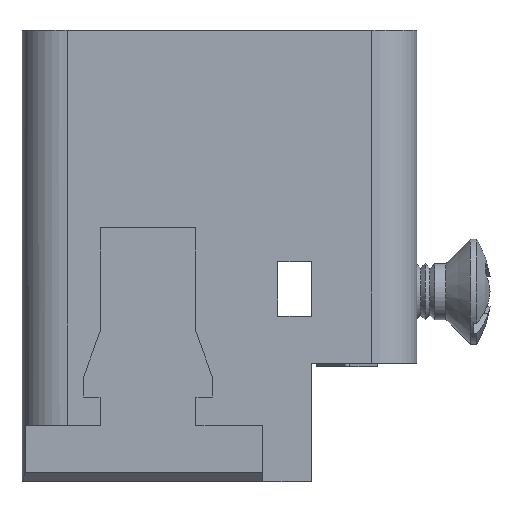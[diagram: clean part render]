
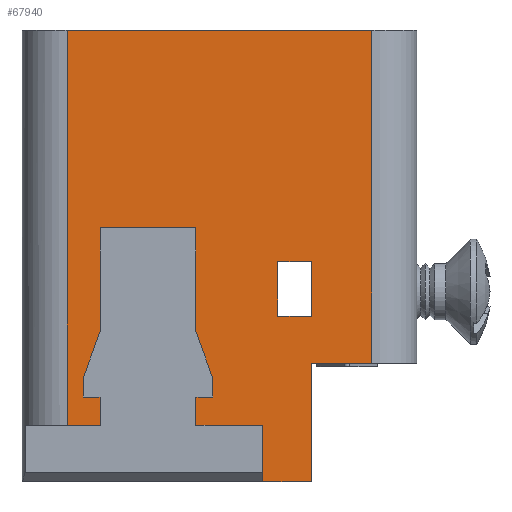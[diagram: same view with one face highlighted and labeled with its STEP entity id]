
A CAD part, left-side view. The second image highlights one B-rep face of the part: STEP entity #67940.
In plain terms, the highlighted planar face has unit normal (-1, 0, 0).
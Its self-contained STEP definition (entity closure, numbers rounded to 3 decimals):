
#26720=CARTESIAN_POINT('',(23.797,57.955,0.));
#26730=DIRECTION('',(0.,0.,-1.));
#26740=VECTOR('',#26730,1.);
#26750=LINE('',#26720,#26740);
#26760=CARTESIAN_POINT('',(23.797,57.955,-16.3));
#26770=VERTEX_POINT('',#26760);
#26780=CARTESIAN_POINT('',(23.797,57.955,-22.6));
#26790=VERTEX_POINT('',#26780);
#26800=EDGE_CURVE('',#26770,#26790,#26750,.T.);
#27510=CARTESIAN_POINT('',(23.797,70.105,-17.1));
#27520=VERTEX_POINT('',#27510);
#27690=CARTESIAN_POINT('',(23.797,70.105,-18.1));
#27700=VERTEX_POINT('',#27690);
#27730=CARTESIAN_POINT('',(23.797,70.105,0.));
#27740=DIRECTION('',(0.,0.,1.));
#27750=VECTOR('',#27740,1.);
#27760=LINE('',#27730,#27750);
#27770=EDGE_CURVE('',#27700,#27520,#27760,.T.);
#28170=CARTESIAN_POINT('',(23.797,60.555,-22.6));
#28180=VERTEX_POINT('',#28170);
#28210=CARTESIAN_POINT('',(23.797,0.,-22.6));
#28220=DIRECTION('',(0.,1.,0.));
#28230=VECTOR('',#28220,1.);
#28240=LINE('',#28210,#28230);
#28250=EDGE_CURVE('',#26790,#28180,#28240,.T.);
#29040=CARTESIAN_POINT('',(23.797,54.755,1.4));
#29050=VERTEX_POINT('',#29040);
#29230=CARTESIAN_POINT('',(23.797,54.755,-16.3));
#29240=VERTEX_POINT('',#29230);
#29270=CARTESIAN_POINT('',(23.797,54.755,0.5));
#29280=DIRECTION('',(0.,0.,1.));
#29290=VECTOR('',#29280,1.);
#29300=LINE('',#29270,#29290);
#29310=EDGE_CURVE('',#29240,#29050,#29300,.T.);
#30230=CARTESIAN_POINT('',(23.797,57.955,-10.9));
#30240=VERTEX_POINT('',#30230);
#30270=CARTESIAN_POINT('',(23.797,57.955,0.));
#30280=DIRECTION('',(0.,0.,-1.));
#30290=VECTOR('',#30280,1.);
#30300=LINE('',#30270,#30290);
#30310=CARTESIAN_POINT('',(23.797,57.955,-13.8));
#30320=VERTEX_POINT('',#30310);
#30330=EDGE_CURVE('',#30240,#30320,#30300,.T.);
#31820=CARTESIAN_POINT('',(23.797,70.955,-21.6));
#31830=DIRECTION('',(0.,0.,1.));
#31840=VECTOR('',#31830,1.);
#31850=LINE('',#31820,#31840);
#31860=CARTESIAN_POINT('',(23.797,70.955,-19.6));
#31870=VERTEX_POINT('',#31860);
#31880=CARTESIAN_POINT('',(23.797,70.955,1.4));
#31890=VERTEX_POINT('',#31880);
#31900=EDGE_CURVE('',#31870,#31890,#31850,.T.);
#33170=CARTESIAN_POINT('',(23.797,0.,-19.6));
#33180=DIRECTION('',(0.,1.,0.));
#33190=VECTOR('',#33180,1.);
#33200=LINE('',#33170,#33190);
#33210=CARTESIAN_POINT('',(23.797,69.205,-19.6));
#33220=VERTEX_POINT('',#33210);
#33230=EDGE_CURVE('',#33220,#31870,#33200,.T.);
#34500=CARTESIAN_POINT('',(23.797,69.205,0.));
#34510=DIRECTION('',(0.,0.,1.));
#34520=VECTOR('',#34510,1.);
#34530=LINE('',#34500,#34520);
#34540=CARTESIAN_POINT('',(23.797,69.205,-18.1));
#34550=VERTEX_POINT('',#34540);
#34560=EDGE_CURVE('',#33220,#34550,#34530,.T.);
#35030=CARTESIAN_POINT('',(23.797,63.881,0.));
#35040=DIRECTION('',(0.,-0.342,0.94));
#35050=VECTOR('',#35040,1.);
#35060=LINE('',#35030,#35050);
#35070=CARTESIAN_POINT('',(23.797,69.205,-14.627));
#35080=VERTEX_POINT('',#35070);
#35090=EDGE_CURVE('',#27520,#35080,#35060,.T.);
#35450=CARTESIAN_POINT('',(23.797,59.755,-13.8));
#35460=VERTEX_POINT('',#35450);
#35510=CARTESIAN_POINT('',(23.797,0.,-13.8));
#35520=DIRECTION('',(0.,1.,0.));
#35530=VECTOR('',#35520,1.);
#35540=LINE('',#35510,#35530);
#35550=EDGE_CURVE('',#30320,#35460,#35540,.T.);
#36580=CARTESIAN_POINT('',(23.797,0.,-18.1));
#36590=DIRECTION('',(0.,1.,0.));
#36600=VECTOR('',#36590,1.);
#36610=LINE('',#36580,#36600);
#36620=EDGE_CURVE('',#34550,#27700,#36610,.T.);
#38470=CARTESIAN_POINT('',(23.797,69.205,0.));
#38480=DIRECTION('',(0.,0.,1.));
#38490=VECTOR('',#38480,1.);
#38500=LINE('',#38470,#38490);
#38510=CARTESIAN_POINT('',(23.797,69.205,-9.1));
#38520=VERTEX_POINT('',#38510);
#38530=EDGE_CURVE('',#35080,#38520,#38500,.T.);
#40000=CARTESIAN_POINT('',(23.797,0.,1.4));
#40010=DIRECTION('',(0.,-1.,0.));
#40020=VECTOR('',#40010,1.);
#40030=LINE('',#40000,#40020);
#40040=EDGE_CURVE('',#31890,#29050,#40030,.T.);
#40540=CARTESIAN_POINT('',(23.797,59.755,-10.9));
#40550=VERTEX_POINT('',#40540);
#40580=CARTESIAN_POINT('',(23.797,0.,-10.9));
#40590=DIRECTION('',(0.,-1.,0.));
#40600=VECTOR('',#40590,1.);
#40610=LINE('',#40580,#40600);
#40620=EDGE_CURVE('',#40550,#30240,#40610,.T.);
#40910=CARTESIAN_POINT('',(23.797,64.105,-18.1));
#40920=VERTEX_POINT('',#40910);
#40950=CARTESIAN_POINT('',(23.797,64.105,0.));
#40960=DIRECTION('',(0.,0.,1.));
#40970=VECTOR('',#40960,1.);
#40980=LINE('',#40950,#40970);
#40990=CARTESIAN_POINT('',(23.797,64.105,-19.6));
#41000=VERTEX_POINT('',#40990);
#41010=EDGE_CURVE('',#41000,#40920,#40980,.T.);
#41530=CARTESIAN_POINT('',(23.797,64.105,-14.627));
#41540=VERTEX_POINT('',#41530);
#41570=CARTESIAN_POINT('',(23.797,69.428,0.));
#41580=DIRECTION('',(0.,0.342,0.94));
#41590=VECTOR('',#41580,1.);
#41600=LINE('',#41570,#41590);
#41610=CARTESIAN_POINT('',(23.797,63.205,-17.1));
#41620=VERTEX_POINT('',#41610);
#41630=EDGE_CURVE('',#41620,#41540,#41600,.T.);
#42050=CARTESIAN_POINT('',(23.797,64.105,-9.1));
#42060=VERTEX_POINT('',#42050);
#42090=CARTESIAN_POINT('',(23.797,64.105,0.));
#42100=DIRECTION('',(0.,0.,1.));
#42110=VECTOR('',#42100,1.);
#42120=LINE('',#42090,#42110);
#42130=EDGE_CURVE('',#41540,#42060,#42120,.T.);
#42360=CARTESIAN_POINT('',(23.797,63.205,-18.1));
#42370=VERTEX_POINT('',#42360);
#42400=CARTESIAN_POINT('',(23.797,0.,-18.1));
#42410=DIRECTION('',(0.,1.,0.));
#42420=VECTOR('',#42410,1.);
#42430=LINE('',#42400,#42420);
#42440=EDGE_CURVE('',#42370,#40920,#42430,.T.);
#42640=CARTESIAN_POINT('',(23.797,63.205,0.));
#42650=DIRECTION('',(0.,0.,1.));
#42660=VECTOR('',#42650,1.);
#42670=LINE('',#42640,#42660);
#42680=EDGE_CURVE('',#42370,#41620,#42670,.T.);
#43570=CARTESIAN_POINT('',(23.797,0.,-16.3));
#43580=DIRECTION('',(0.,1.,0.));
#43590=VECTOR('',#43580,1.);
#43600=LINE('',#43570,#43590);
#43610=EDGE_CURVE('',#29240,#26770,#43600,.T.);
#66300=CARTESIAN_POINT('',(23.797,59.755,0.));
#66310=DIRECTION('',(0.,0.,-1.));
#66320=VECTOR('',#66310,1.);
#66330=LINE('',#66300,#66320);
#66340=EDGE_CURVE('',#40550,#35460,#66330,.T.);
#66500=CARTESIAN_POINT('',(23.797,0.,-19.6));
#66510=DIRECTION('',(0.,-1.,0.));
#66520=VECTOR('',#66510,1.);
#66530=LINE('',#66500,#66520);
#66540=CARTESIAN_POINT('',(23.797,60.555,-19.6));
#66550=VERTEX_POINT('',#66540);
#66560=EDGE_CURVE('',#41000,#66550,#66530,.T.);
#67210=CARTESIAN_POINT('',(23.797,60.555,0.));
#67220=DIRECTION('',(0.,0.,-1.));
#67230=VECTOR('',#67220,1.);
#67240=LINE('',#67210,#67230);
#67250=EDGE_CURVE('',#66550,#28180,#67240,.T.);
#67440=CARTESIAN_POINT('',(23.797,0.,-9.1));
#67450=DIRECTION('',(0.,1.,0.));
#67460=VECTOR('',#67450,1.);
#67470=LINE('',#67440,#67460);
#67480=EDGE_CURVE('',#42060,#38520,#67470,.T.);
#67610=CARTESIAN_POINT('',(23.797,69.255,-9.));
#67620=DIRECTION('',(-1.,0.,0.));
#67630=DIRECTION('',(0.,1.,0.));
#67640=AXIS2_PLACEMENT_3D('',#67610,#67620,#67630);
#67650=PLANE('',#67640);
#67660=ORIENTED_EDGE('',*,*,#30330,.T.);
#67670=ORIENTED_EDGE('',*,*,#40620,.T.);
#67680=ORIENTED_EDGE('',*,*,#66340,.F.);
#67690=ORIENTED_EDGE('',*,*,#35550,.T.);
#67700=EDGE_LOOP('',(#67690,#67680,#67670,#67660));
#67710=FACE_BOUND('',#67700,.T.);
#67720=ORIENTED_EDGE('',*,*,#67480,.F.);
#67730=ORIENTED_EDGE('',*,*,#38530,.T.);
#67740=ORIENTED_EDGE('',*,*,#35090,.T.);
#67750=ORIENTED_EDGE('',*,*,#27770,.T.);
#67760=ORIENTED_EDGE('',*,*,#36620,.T.);
#67770=ORIENTED_EDGE('',*,*,#34560,.T.);
#67780=ORIENTED_EDGE('',*,*,#33230,.F.);
#67790=ORIENTED_EDGE('',*,*,#31900,.F.);
#67800=ORIENTED_EDGE('',*,*,#40040,.F.);
#67810=ORIENTED_EDGE('',*,*,#29310,.T.);
#67820=ORIENTED_EDGE('',*,*,#43610,.F.);
#67830=ORIENTED_EDGE('',*,*,#26800,.F.);
#67840=ORIENTED_EDGE('',*,*,#28250,.F.);
#67850=ORIENTED_EDGE('',*,*,#67250,.T.);
#67860=ORIENTED_EDGE('',*,*,#66560,.T.);
#67870=ORIENTED_EDGE('',*,*,#41010,.F.);
#67880=ORIENTED_EDGE('',*,*,#42440,.T.);
#67890=ORIENTED_EDGE('',*,*,#42680,.F.);
#67900=ORIENTED_EDGE('',*,*,#41630,.F.);
#67910=ORIENTED_EDGE('',*,*,#42130,.F.);
#67920=EDGE_LOOP('',(#67910,#67900,#67890,#67880,#67870,#67860,#67850,
#67840,#67830,#67820,#67810,#67800,#67790,#67780,#67770,#67760,#67750,
#67740,#67730,#67720));
#67930=FACE_OUTER_BOUND('',#67920,.T.);
#67940=ADVANCED_FACE('',(#67710,#67930),#67650,.T.);
